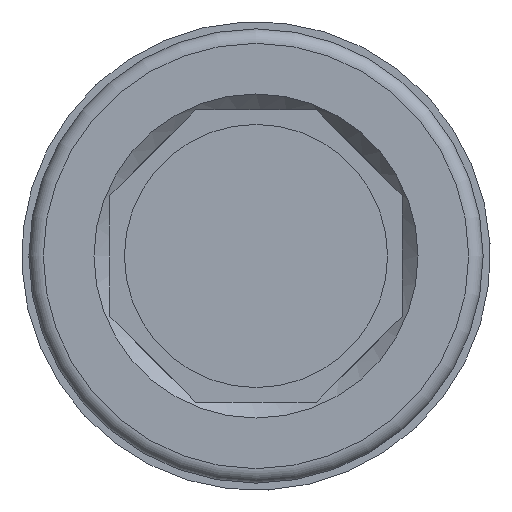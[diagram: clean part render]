
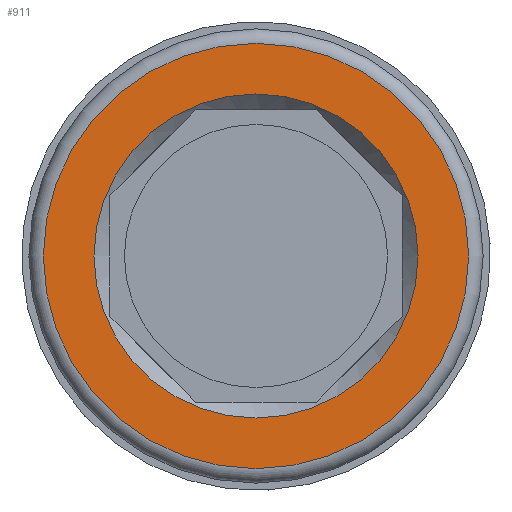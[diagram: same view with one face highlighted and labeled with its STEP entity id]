
A CAD part, left-side view. The second image highlights one B-rep face of the part: STEP entity #911.
In plain terms, the highlighted planar face has unit normal (-1, 0, 0).
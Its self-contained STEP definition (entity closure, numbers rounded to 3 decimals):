
#189=PLANE('',#1026);
#217=FACE_BOUND('',#369,.T.);
#279=FACE_OUTER_BOUND('',#368,.T.);
#368=EDGE_LOOP('',(#831));
#369=EDGE_LOOP('',(#832));
#416=CIRCLE('',#1012,5.6);
#420=CIRCLE('',#1025,7.35);
#495=VERTEX_POINT('',#1577);
#499=VERTEX_POINT('',#1597);
#603=EDGE_CURVE('',#495,#495,#416,.T.);
#610=EDGE_CURVE('',#499,#499,#420,.T.);
#831=ORIENTED_EDGE('',*,*,#610,.F.);
#832=ORIENTED_EDGE('',*,*,#603,.T.);
#911=ADVANCED_FACE('',(#279,#217),#189,.T.);
#1012=AXIS2_PLACEMENT_3D('',#1578,#1250,#1251);
#1025=AXIS2_PLACEMENT_3D('',#1598,#1279,#1280);
#1026=AXIS2_PLACEMENT_3D('',#1599,#1281,#1282);
#1250=DIRECTION('center_axis',(1.,0.,0.));
#1251=DIRECTION('ref_axis',(0.,1.,0.));
#1279=DIRECTION('center_axis',(1.,0.,0.));
#1280=DIRECTION('ref_axis',(0.,-1.,0.));
#1281=DIRECTION('center_axis',(-1.,0.,0.));
#1282=DIRECTION('ref_axis',(0.,0.,1.));
#1577=CARTESIAN_POINT('',(0.,5.6,0.));
#1578=CARTESIAN_POINT('Origin',(0.,0.,0.));
#1597=CARTESIAN_POINT('',(0.,7.35,0.));
#1598=CARTESIAN_POINT('Origin',(0.,0.,0.));
#1599=CARTESIAN_POINT('Origin',(0.,0.,0.));
